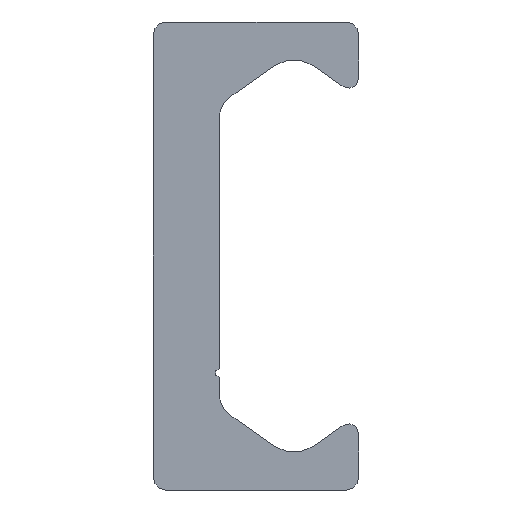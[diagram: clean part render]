
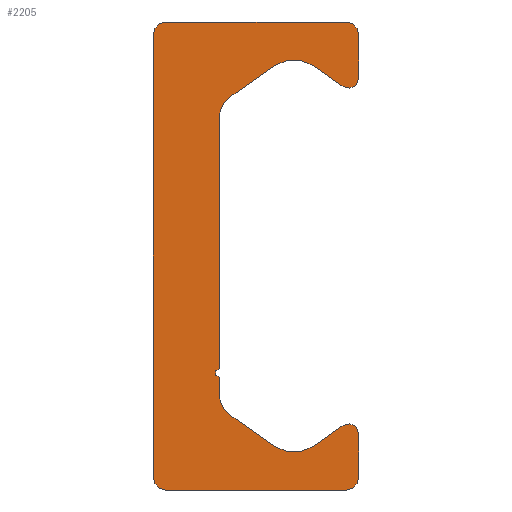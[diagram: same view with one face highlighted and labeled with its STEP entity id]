
A CAD part, left-side view. The second image highlights one B-rep face of the part: STEP entity #2205.
In plain terms, the highlighted planar face has unit normal (-1, 0, 0).
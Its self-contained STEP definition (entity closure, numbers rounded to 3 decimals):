
#1332=CARTESIAN_POINT('',(0.0,5.4,-14.));
#1333=VERTEX_POINT('',#1332);
#1340=CARTESIAN_POINT('',(0.0,6.15,-13.25));
#1341=VERTEX_POINT('',#1340);
#1342=CARTESIAN_POINT('',(0.0,5.4,-13.25));
#1343=DIRECTION('',(1.0,0.0,0.0));
#1344=DIRECTION('',(0.0,0.0,-1.0));
#1345=AXIS2_PLACEMENT_3D('',#1342,#1343,#1344);
#1346=CIRCLE('',#1345,0.75);
#1347=EDGE_CURVE('',#1333,#1341,#1346,.T.);
#1371=CARTESIAN_POINT('',(0.0,-5.4,-14.));
#1372=VERTEX_POINT('',#1371);
#1379=CARTESIAN_POINT('',(0.0,-5.4,-14.));
#1380=DIRECTION('',(0.0,1.0,0.0));
#1381=VECTOR('',#1380,10.8);
#1382=LINE('',#1379,#1381);
#1383=EDGE_CURVE('',#1372,#1333,#1382,.T.);
#1403=CARTESIAN_POINT('',(0.0,-6.15,-13.25));
#1404=VERTEX_POINT('',#1403);
#1411=CARTESIAN_POINT('',(0.0,-5.4,-13.25));
#1412=DIRECTION('',(1.0,0.0,0.0));
#1413=DIRECTION('',(0.0,-1.0,0.0));
#1414=AXIS2_PLACEMENT_3D('',#1411,#1412,#1413);
#1415=CIRCLE('',#1414,0.75);
#1416=EDGE_CURVE('',#1404,#1372,#1415,.T.);
#1435=CARTESIAN_POINT('',(0.0,-6.15,-10.63));
#1436=VERTEX_POINT('',#1435);
#1443=CARTESIAN_POINT('',(0.0,-6.15,-10.63));
#1444=DIRECTION('',(0.0,0.0,-1.0));
#1445=VECTOR('',#1444,2.62);
#1446=LINE('',#1443,#1445);
#1447=EDGE_CURVE('',#1436,#1404,#1446,.T.);
#1467=CARTESIAN_POINT('',(0.0,-5.206,-10.139));
#1468=VERTEX_POINT('',#1467);
#1475=CARTESIAN_POINT('',(0.0,-5.55,-10.63));
#1476=DIRECTION('',(1.0,0.0,0.0));
#1477=DIRECTION('',(0.0,0.574,0.819));
#1478=AXIS2_PLACEMENT_3D('',#1475,#1476,#1477);
#1479=CIRCLE('',#1478,0.6);
#1480=EDGE_CURVE('',#1468,#1436,#1479,.T.);
#1499=CARTESIAN_POINT('',(0.0,-3.417,-11.391));
#1500=VERTEX_POINT('',#1499);
#1507=CARTESIAN_POINT('',(0.0,-3.417,-11.391));
#1508=DIRECTION('',(0.0,-0.819,0.574));
#1509=VECTOR('',#1508,2.184);
#1510=LINE('',#1507,#1509);
#1511=EDGE_CURVE('',#1500,#1468,#1510,.T.);
#1531=CARTESIAN_POINT('',(0.0,-1.123,-11.391));
#1532=VERTEX_POINT('',#1531);
#1539=CARTESIAN_POINT('',(0.0,-2.27,-9.753));
#1540=DIRECTION('',(-1.0,0.0,0.0));
#1541=DIRECTION('',(0.0,0.574,0.819));
#1542=AXIS2_PLACEMENT_3D('',#1539,#1540,#1541);
#1543=CIRCLE('',#1542,2.0);
#1544=EDGE_CURVE('',#1532,#1500,#1543,.T.);
#1563=CARTESIAN_POINT('',(0.0,1.56,-9.512));
#1564=VERTEX_POINT('',#1563);
#1571=CARTESIAN_POINT('',(0.0,1.56,-9.512));
#1572=DIRECTION('',(0.0,-0.819,-0.574));
#1573=VECTOR('',#1572,3.276);
#1574=LINE('',#1571,#1573);
#1575=EDGE_CURVE('',#1564,#1532,#1574,.T.);
#1595=CARTESIAN_POINT('',(0.0,2.2,-8.283));
#1596=VERTEX_POINT('',#1595);
#1603=CARTESIAN_POINT('',(0.0,0.7,-8.283));
#1604=DIRECTION('',(-1.0,0.0,0.0));
#1605=DIRECTION('',(0.0,-0.574,0.819));
#1606=AXIS2_PLACEMENT_3D('',#1603,#1604,#1605);
#1607=CIRCLE('',#1606,1.5);
#1608=EDGE_CURVE('',#1596,#1564,#1607,.T.);
#1627=CARTESIAN_POINT('',(0.0,2.2,-7.25));
#1628=VERTEX_POINT('',#1627);
#1635=CARTESIAN_POINT('',(0.0,2.2,-7.25));
#1636=DIRECTION('',(0.0,0.0,-1.0));
#1637=VECTOR('',#1636,1.033);
#1638=LINE('',#1635,#1637);
#1639=EDGE_CURVE('',#1628,#1596,#1638,.T.);
#1659=CARTESIAN_POINT('',(0.0,2.2,-6.75));
#1660=VERTEX_POINT('',#1659);
#1667=CARTESIAN_POINT('',(0.0,2.2,-7.));
#1668=DIRECTION('',(-1.0,0.0,0.0));
#1669=DIRECTION('',(0.0,0.0,1.0));
#1670=AXIS2_PLACEMENT_3D('',#1667,#1668,#1669);
#1671=CIRCLE('',#1670,0.25);
#1672=EDGE_CURVE('',#1660,#1628,#1671,.T.);
#1691=CARTESIAN_POINT('',(0.0,2.2,8.283));
#1692=VERTEX_POINT('',#1691);
#1699=CARTESIAN_POINT('',(0.0,2.2,8.283));
#1700=DIRECTION('',(0.0,0.0,-1.0));
#1701=VECTOR('',#1700,15.033);
#1702=LINE('',#1699,#1701);
#1703=EDGE_CURVE('',#1692,#1660,#1702,.T.);
#1801=CARTESIAN_POINT('',(0.0,1.56,9.512));
#1802=VERTEX_POINT('',#1801);
#1809=CARTESIAN_POINT('',(0.0,0.7,8.283));
#1810=DIRECTION('',(-1.0,0.0,0.0));
#1811=DIRECTION('',(0.0,-1.0,0.0));
#1812=AXIS2_PLACEMENT_3D('',#1809,#1810,#1811);
#1813=CIRCLE('',#1812,1.5);
#1814=EDGE_CURVE('',#1802,#1692,#1813,.T.);
#1833=CARTESIAN_POINT('',(0.0,-1.123,11.391));
#1834=VERTEX_POINT('',#1833);
#1841=CARTESIAN_POINT('',(0.0,-1.123,11.391));
#1842=DIRECTION('',(0.0,0.819,-0.574));
#1843=VECTOR('',#1842,3.276);
#1844=LINE('',#1841,#1843);
#1845=EDGE_CURVE('',#1834,#1802,#1844,.T.);
#1865=CARTESIAN_POINT('',(0.0,-3.417,11.391));
#1866=VERTEX_POINT('',#1865);
#1873=CARTESIAN_POINT('',(0.0,-2.27,9.753));
#1874=DIRECTION('',(-1.0,0.0,0.0));
#1875=DIRECTION('',(0.0,-0.574,-0.819));
#1876=AXIS2_PLACEMENT_3D('',#1873,#1874,#1875);
#1877=CIRCLE('',#1876,2.0);
#1878=EDGE_CURVE('',#1866,#1834,#1877,.T.);
#1897=CARTESIAN_POINT('',(0.0,-5.206,10.139));
#1898=VERTEX_POINT('',#1897);
#1905=CARTESIAN_POINT('',(0.0,-5.206,10.139));
#1906=DIRECTION('',(0.0,0.819,0.574));
#1907=VECTOR('',#1906,2.184);
#1908=LINE('',#1905,#1907);
#1909=EDGE_CURVE('',#1898,#1866,#1908,.T.);
#1929=CARTESIAN_POINT('',(0.0,-6.15,10.63));
#1930=VERTEX_POINT('',#1929);
#1937=CARTESIAN_POINT('',(0.0,-5.55,10.63));
#1938=DIRECTION('',(1.0,0.0,0.0));
#1939=DIRECTION('',(0.0,-1.0,0.0));
#1940=AXIS2_PLACEMENT_3D('',#1937,#1938,#1939);
#1941=CIRCLE('',#1940,0.6);
#1942=EDGE_CURVE('',#1930,#1898,#1941,.T.);
#1961=CARTESIAN_POINT('',(0.0,-6.15,13.25));
#1962=VERTEX_POINT('',#1961);
#1969=CARTESIAN_POINT('',(0.0,-6.15,13.25));
#1970=DIRECTION('',(0.0,0.0,-1.0));
#1971=VECTOR('',#1970,2.62);
#1972=LINE('',#1969,#1971);
#1973=EDGE_CURVE('',#1962,#1930,#1972,.T.);
#1993=CARTESIAN_POINT('',(0.0,-5.4,14.));
#1994=VERTEX_POINT('',#1993);
#2001=CARTESIAN_POINT('',(0.0,-5.4,13.25));
#2002=DIRECTION('',(1.0,0.0,0.0));
#2003=DIRECTION('',(0.0,0.0,1.0));
#2004=AXIS2_PLACEMENT_3D('',#2001,#2002,#2003);
#2005=CIRCLE('',#2004,0.75);
#2006=EDGE_CURVE('',#1994,#1962,#2005,.T.);
#2025=CARTESIAN_POINT('',(0.0,5.4,14.));
#2026=VERTEX_POINT('',#2025);
#2033=CARTESIAN_POINT('',(0.0,5.4,14.));
#2034=DIRECTION('',(0.0,-1.0,0.0));
#2035=VECTOR('',#2034,10.8);
#2036=LINE('',#2033,#2035);
#2037=EDGE_CURVE('',#2026,#1994,#2036,.T.);
#2057=CARTESIAN_POINT('',(0.0,6.15,13.25));
#2058=VERTEX_POINT('',#2057);
#2065=CARTESIAN_POINT('',(0.0,5.4,13.25));
#2066=DIRECTION('',(1.0,0.0,0.0));
#2067=DIRECTION('',(0.0,1.0,0.0));
#2068=AXIS2_PLACEMENT_3D('',#2065,#2066,#2067);
#2069=CIRCLE('',#2068,0.75);
#2070=EDGE_CURVE('',#2058,#2026,#2069,.T.);
#2088=CARTESIAN_POINT('',(0.0,6.15,-13.25));
#2089=DIRECTION('',(0.0,0.0,1.0));
#2090=VECTOR('',#2089,26.5);
#2091=LINE('',#2088,#2090);
#2092=EDGE_CURVE('',#1341,#2058,#2091,.T.);
#2176=CARTESIAN_POINT('',(0.0,1.352,-0.021));
#2177=DIRECTION('',(1.0,0.0,0.0));
#2178=DIRECTION('',(0.0,0.0,-1.0));
#2179=AXIS2_PLACEMENT_3D('',#2176,#2177,#2178);
#2180=PLANE('',#2179);
#2181=ORIENTED_EDGE('',*,*,#2092,.F.);
#2182=ORIENTED_EDGE('',*,*,#1347,.F.);
#2183=ORIENTED_EDGE('',*,*,#1383,.F.);
#2184=ORIENTED_EDGE('',*,*,#1416,.F.);
#2185=ORIENTED_EDGE('',*,*,#1447,.F.);
#2186=ORIENTED_EDGE('',*,*,#1480,.F.);
#2187=ORIENTED_EDGE('',*,*,#1511,.F.);
#2188=ORIENTED_EDGE('',*,*,#1544,.F.);
#2189=ORIENTED_EDGE('',*,*,#1575,.F.);
#2190=ORIENTED_EDGE('',*,*,#1608,.F.);
#2191=ORIENTED_EDGE('',*,*,#1639,.F.);
#2192=ORIENTED_EDGE('',*,*,#1672,.F.);
#2193=ORIENTED_EDGE('',*,*,#1703,.F.);
#2194=ORIENTED_EDGE('',*,*,#1814,.F.);
#2195=ORIENTED_EDGE('',*,*,#1845,.F.);
#2196=ORIENTED_EDGE('',*,*,#1878,.F.);
#2197=ORIENTED_EDGE('',*,*,#1909,.F.);
#2198=ORIENTED_EDGE('',*,*,#1942,.F.);
#2199=ORIENTED_EDGE('',*,*,#1973,.F.);
#2200=ORIENTED_EDGE('',*,*,#2006,.F.);
#2201=ORIENTED_EDGE('',*,*,#2037,.F.);
#2202=ORIENTED_EDGE('',*,*,#2070,.F.);
#2203=EDGE_LOOP('',(#2181,#2182,#2183,#2184,#2185,#2186,#2187,#2188,#2189,#2190,#2191,#2192,#2193,#2194,#2195,#2196,#2197,#2198,#2199,#2200,#2201,#2202));
#2204=FACE_OUTER_BOUND('',#2203,.T.);
#2205=ADVANCED_FACE('',(#2204),#2180,.F.);
